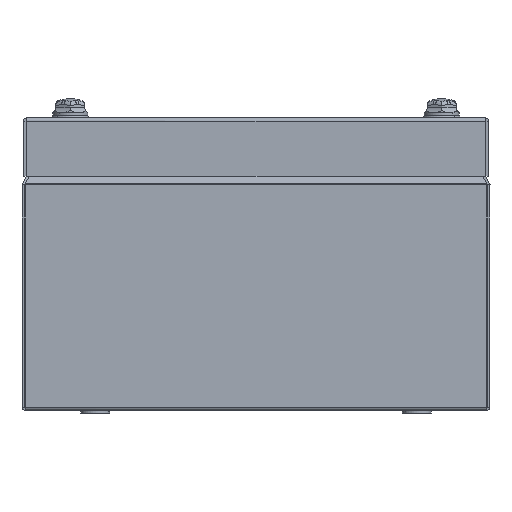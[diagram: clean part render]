
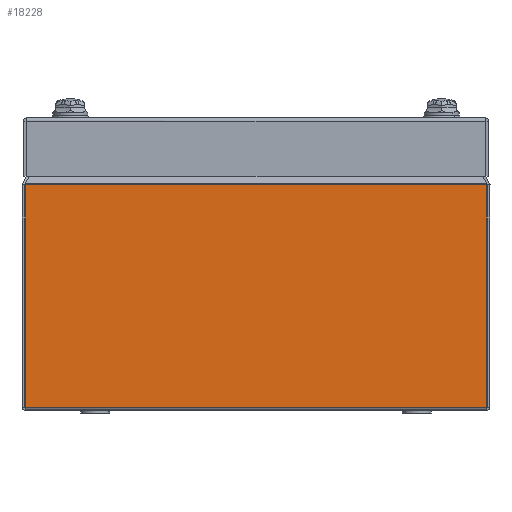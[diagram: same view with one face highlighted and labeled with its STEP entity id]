
A CAD part, front view. The second image highlights one B-rep face of the part: STEP entity #18228.
In plain terms, the highlighted planar face has unit normal (0, -1, 0).
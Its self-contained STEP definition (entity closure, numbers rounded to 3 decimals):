
#1028 = DIRECTION ( 'NONE',  ( 0., 0., -1. ) ) ;
#2494 = VECTOR ( 'NONE', #19857, 1000. ) ;
#4032 = DIRECTION ( 'NONE',  ( 0., 0., 1. ) ) ;
#4929 = ORIENTED_EDGE ( 'NONE', *, *, #8913, .F. ) ;
#5628 = CARTESIAN_POINT ( 'NONE',  ( 1330., -125., 77.086 ) ) ;
#7161 = VECTOR ( 'NONE', #4032, 1000. ) ;
#7832 = VERTEX_POINT ( 'NONE', #32687 ) ;
#7954 = VERTEX_POINT ( 'NONE', #19462 ) ;
#8677 = ORIENTED_EDGE ( 'NONE', *, *, #45446, .F. ) ;
#8913 = EDGE_CURVE ( 'NONE', #43072, #7832, #21850, .T. ) ;
#9403 = FACE_OUTER_BOUND ( 'NONE', #45316, .T. ) ;
#13765 = CARTESIAN_POINT ( 'NONE',  ( 78.929, -125., 77.086 ) ) ;
#13795 = LINE ( 'NONE', #39042, #38458 ) ;
#15822 = EDGE_CURVE ( 'NONE', #18906, #7954, #42545, .T. ) ;
#18086 = CARTESIAN_POINT ( 'NONE',  ( 1330., -125., 1.1 ) ) ;
#18228 = ADVANCED_FACE ( 'NONE', ( #9403 ), #25247, .F. ) ;
#18585 = DIRECTION ( 'NONE',  ( 0., 1., 0. ) ) ;
#18906 = VERTEX_POINT ( 'NONE', #13765 ) ;
#19462 = CARTESIAN_POINT ( 'NONE',  ( -78.929, -125., 77.086 ) ) ;
#19857 = DIRECTION ( 'NONE',  ( -1., 0., 0. ) ) ;
#21209 = DIRECTION ( 'NONE',  ( 0., 0., -1. ) ) ;
#21850 = LINE ( 'NONE', #18086, #41588 ) ;
#21943 = CARTESIAN_POINT ( 'NONE',  ( 78.929, -125., 1.1 ) ) ;
#22100 = DIRECTION ( 'NONE',  ( -1., 0., 0. ) ) ;
#22885 = LINE ( 'NONE', #27652, #7161 ) ;
#25247 = PLANE ( 'NONE',  #29492 ) ;
#27652 = CARTESIAN_POINT ( 'NONE',  ( -78.929, -125., 77.086 ) ) ;
#29492 = AXIS2_PLACEMENT_3D ( 'NONE', #5628, #18585, #21209 ) ;
#32687 = CARTESIAN_POINT ( 'NONE',  ( -78.929, -125., 1.1 ) ) ;
#34482 = CARTESIAN_POINT ( 'NONE',  ( 1330., -125., 77.086 ) ) ;
#35213 = ORIENTED_EDGE ( 'NONE', *, *, #35852, .F. ) ;
#35852 = EDGE_CURVE ( 'NONE', #7832, #7954, #22885, .T. ) ;
#38458 = VECTOR ( 'NONE', #1028, 1000. ) ;
#39042 = CARTESIAN_POINT ( 'NONE',  ( 78.929, -125., 77.086 ) ) ;
#41588 = VECTOR ( 'NONE', #22100, 1000. ) ;
#42545 = LINE ( 'NONE', #34482, #2494 ) ;
#43072 = VERTEX_POINT ( 'NONE', #21943 ) ;
#45316 = EDGE_LOOP ( 'NONE', ( #35213, #4929, #8677, #45529 ) ) ;
#45446 = EDGE_CURVE ( 'NONE', #18906, #43072, #13795, .T. ) ;
#45529 = ORIENTED_EDGE ( 'NONE', *, *, #15822, .T. ) ;
